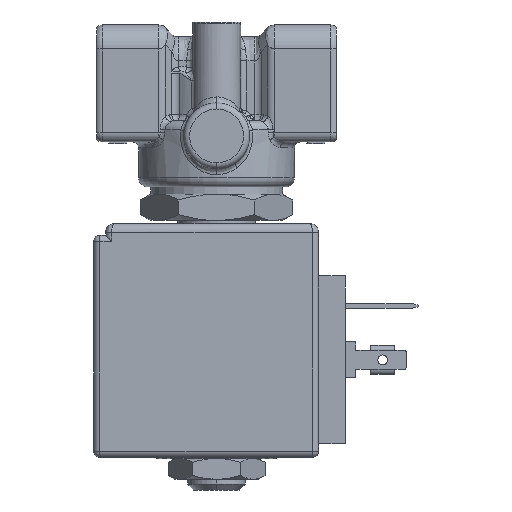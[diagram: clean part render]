
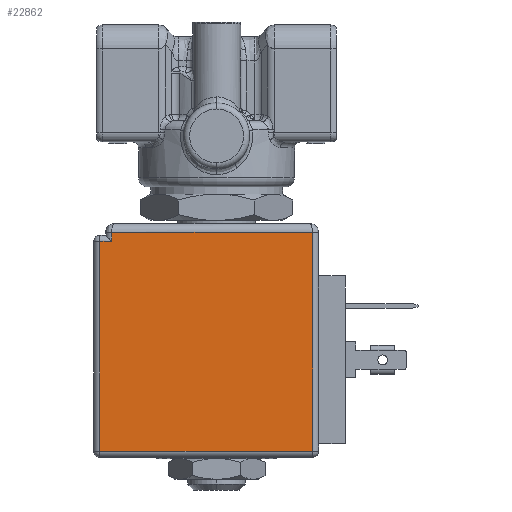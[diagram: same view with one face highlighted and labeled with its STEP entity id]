
A CAD part, front view. The second image highlights one B-rep face of the part: STEP entity #22862.
In plain terms, the highlighted face is planar.
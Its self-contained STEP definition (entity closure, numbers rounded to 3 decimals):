
#20276=DIRECTION('',(1.,0.,0.));
#20277=VECTOR('',#20276,33.5);
#20278=CARTESIAN_POINT('',(-16.,-3.5,
15.));
#20279=LINE('',#20278,#20277);
#20283=DIRECTION('',(0.,1.,0.));
#20284=VECTOR('',#20283,36.5);
#20285=CARTESIAN_POINT('',(-16.,-3.5,
15.));
#20286=LINE('',#20285,#20284);
#20290=DIRECTION('',(-1.,0.,0.));
#20291=VECTOR('',#20290,35.5);
#20292=CARTESIAN_POINT('',(19.5,33.,15.));
#20293=LINE('',#20292,#20291);
#20297=DIRECTION('',(0.,1.,0.));
#20298=VECTOR('',#20297,35.);
#20299=CARTESIAN_POINT('',(19.5,-2.,15.));
#20300=LINE('',#20299,#20298);
#20304=DIRECTION('',(1.,0.,0.));
#20305=VECTOR('',#20304,2.);
#20306=CARTESIAN_POINT('',(17.5,-2.,15.));
#20307=LINE('',#20306,#20305);
#20311=DIRECTION('',(0.,1.,0.));
#20312=VECTOR('',#20311,1.5);
#20313=CARTESIAN_POINT('',(17.5,-3.5,
15.));
#20314=LINE('',#20313,#20312);
#20392=CARTESIAN_POINT('',(17.5,-2.,15.));
#22151=CARTESIAN_POINT('',(-16.,-3.5,
15.));
#22152=CARTESIAN_POINT('',(17.5,-3.5,
15.));
#22153=VERTEX_POINT('',#22151);
#22154=VERTEX_POINT('',#22152);
#22169=CARTESIAN_POINT('',(-16.,33.,15.));
#22170=VERTEX_POINT('',#22169);
#22179=CARTESIAN_POINT('',(19.5,33.,15.));
#22180=VERTEX_POINT('',#22179);
#22193=CARTESIAN_POINT('',(19.5,-2.,15.));
#22194=VERTEX_POINT('',#22193);
#22196=VERTEX_POINT('',#20392);
#22844=CARTESIAN_POINT('',(0.,34.,15.));
#22845=DIRECTION('',(0.,0.,1.));
#22846=DIRECTION('',(1.,0.,0.));
#22847=AXIS2_PLACEMENT_3D('',#22844,#22845,#22846);
#22848=PLANE('',#22847);
#22850=ORIENTED_EDGE('',*,*,#22849,.F.);
#22851=ORIENTED_EDGE('',*,*,#22832,.T.);
#22853=ORIENTED_EDGE('',*,*,#22852,.F.);
#22855=ORIENTED_EDGE('',*,*,#22854,.F.);
#22857=ORIENTED_EDGE('',*,*,#22856,.F.);
#22859=ORIENTED_EDGE('',*,*,#22858,.F.);
#22860=EDGE_LOOP('',(#22850,#22851,#22853,#22855,#22857,#22859));
#22861=FACE_OUTER_BOUND('',#22860,.F.);
#22862=ADVANCED_FACE('',(#22861),#22848,.T.);
#22832=EDGE_CURVE('',#22153,#22170,#20286,.T.);
#22849=EDGE_CURVE('',#22153,#22154,#20279,.T.);
#22852=EDGE_CURVE('',#22180,#22170,#20293,.T.);
#22854=EDGE_CURVE('',#22194,#22180,#20300,.T.);
#22856=EDGE_CURVE('',#22196,#22194,#20307,.T.);
#22858=EDGE_CURVE('',#22154,#22196,#20314,.T.);
